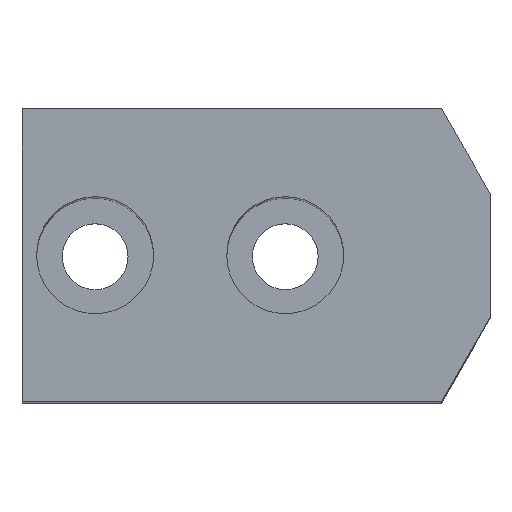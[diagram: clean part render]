
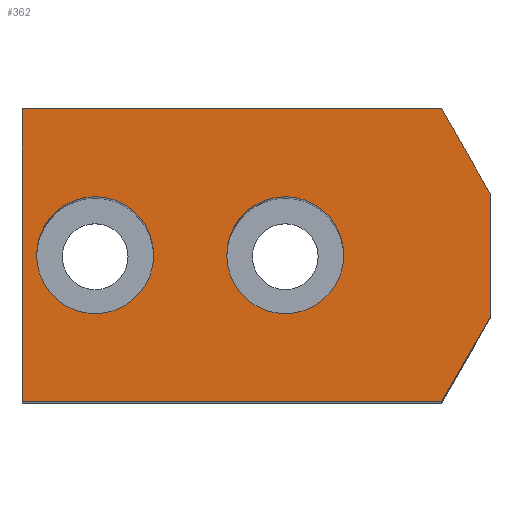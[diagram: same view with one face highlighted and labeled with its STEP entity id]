
A CAD part, top view. The second image highlights one B-rep face of the part: STEP entity #362.
In plain terms, the highlighted planar face has unit normal (0, 0, 1).
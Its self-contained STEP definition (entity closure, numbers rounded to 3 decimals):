
#27=FACE_BOUND('',#87,.T.);
#28=FACE_BOUND('',#88,.T.);
#40=PLANE('',#424);
#60=FACE_OUTER_BOUND('',#86,.T.);
#86=EDGE_LOOP('',(#331,#332,#333,#334,#335,#336));
#87=EDGE_LOOP('',(#337,#338));
#88=EDGE_LOOP('',(#339,#340));
#100=LINE('',#583,#126);
#103=LINE('',#589,#129);
#105=LINE('',#592,#131);
#111=LINE('',#633,#137);
#113=LINE('',#636,#139);
#114=LINE('',#638,#140);
#126=VECTOR('',#470,10.);
#129=VECTOR('',#475,10.);
#131=VECTOR('',#479,10.);
#137=VECTOR('',#527,10.);
#139=VECTOR('',#531,10.);
#140=VECTOR('',#534,10.);
#156=CIRCLE('',#410,4.);
#157=CIRCLE('',#411,4.);
#161=CIRCLE('',#418,4.);
#162=CIRCLE('',#419,4.);
#179=VERTEX_POINT('',#580);
#180=VERTEX_POINT('',#582);
#181=VERTEX_POINT('',#586);
#182=VERTEX_POINT('',#588);
#188=VERTEX_POINT('',#607);
#189=VERTEX_POINT('',#608);
#193=VERTEX_POINT('',#622);
#194=VERTEX_POINT('',#623);
#195=VERTEX_POINT('',#630);
#196=VERTEX_POINT('',#632);
#218=EDGE_CURVE('',#180,#179,#100,.T.);
#221=EDGE_CURVE('',#182,#181,#103,.T.);
#223=EDGE_CURVE('',#179,#182,#105,.T.);
#229=EDGE_CURVE('',#188,#189,#156,.T.);
#230=EDGE_CURVE('',#189,#188,#157,.T.);
#236=EDGE_CURVE('',#193,#194,#161,.T.);
#237=EDGE_CURVE('',#194,#193,#162,.T.);
#241=EDGE_CURVE('',#196,#195,#111,.T.);
#243=EDGE_CURVE('',#181,#196,#113,.T.);
#244=EDGE_CURVE('',#195,#180,#114,.T.);
#331=ORIENTED_EDGE('',*,*,#218,.T.);
#332=ORIENTED_EDGE('',*,*,#223,.T.);
#333=ORIENTED_EDGE('',*,*,#221,.T.);
#334=ORIENTED_EDGE('',*,*,#243,.T.);
#335=ORIENTED_EDGE('',*,*,#241,.T.);
#336=ORIENTED_EDGE('',*,*,#244,.T.);
#337=ORIENTED_EDGE('',*,*,#229,.T.);
#338=ORIENTED_EDGE('',*,*,#230,.T.);
#339=ORIENTED_EDGE('',*,*,#236,.T.);
#340=ORIENTED_EDGE('',*,*,#237,.T.);
#362=ADVANCED_FACE('',(#60,#27,#28),#40,.T.);
#410=AXIS2_PLACEMENT_3D('',#609,#498,#499);
#411=AXIS2_PLACEMENT_3D('',#610,#500,#501);
#418=AXIS2_PLACEMENT_3D('',#624,#516,#517);
#419=AXIS2_PLACEMENT_3D('',#625,#518,#519);
#424=AXIS2_PLACEMENT_3D('',#639,#535,#536);
#470=DIRECTION('',(0.5,0.866,0.));
#475=DIRECTION('',(-0.5,0.866,0.));
#479=DIRECTION('',(0.,1.,0.));
#498=DIRECTION('center_axis',(0.,0.,-1.));
#499=DIRECTION('ref_axis',(1.,0.,0.));
#500=DIRECTION('center_axis',(0.,0.,-1.));
#501=DIRECTION('ref_axis',(1.,0.,0.));
#516=DIRECTION('center_axis',(0.,0.,-1.));
#517=DIRECTION('ref_axis',(1.,0.,0.));
#518=DIRECTION('center_axis',(0.,0.,-1.));
#519=DIRECTION('ref_axis',(1.,0.,0.));
#527=DIRECTION('',(0.,-1.,0.));
#531=DIRECTION('',(-1.,0.,0.));
#534=DIRECTION('',(1.,0.,0.));
#535=DIRECTION('center_axis',(0.,0.,1.));
#536=DIRECTION('ref_axis',(1.,0.,0.));
#580=CARTESIAN_POINT('',(27.,-4.25,64.));
#582=CARTESIAN_POINT('',(23.68,-10.,64.));
#583=CARTESIAN_POINT('',(24.26,-8.995,64.));
#586=CARTESIAN_POINT('',(23.68,10.,64.));
#588=CARTESIAN_POINT('',(27.,4.25,64.));
#589=CARTESIAN_POINT('',(25.92,6.12,64.));
#592=CARTESIAN_POINT('',(27.,-10.,64.));
#607=CARTESIAN_POINT('',(4.,0.,64.));
#608=CARTESIAN_POINT('',(-4.,0.,64.));
#609=CARTESIAN_POINT('Origin',(0.,0.,64.));
#610=CARTESIAN_POINT('Origin',(0.,0.,64.));
#622=CARTESIAN_POINT('',(17.,0.,64.));
#623=CARTESIAN_POINT('',(9.,0.,64.));
#624=CARTESIAN_POINT('Origin',(13.,0.,64.));
#625=CARTESIAN_POINT('Origin',(13.,0.,64.));
#630=CARTESIAN_POINT('',(-5.,-10.,64.));
#632=CARTESIAN_POINT('',(-5.,10.,64.));
#633=CARTESIAN_POINT('',(-5.,10.,64.));
#636=CARTESIAN_POINT('',(27.,10.,64.));
#638=CARTESIAN_POINT('',(-5.,-10.,64.));
#639=CARTESIAN_POINT('Origin',(11.,0.,64.));
